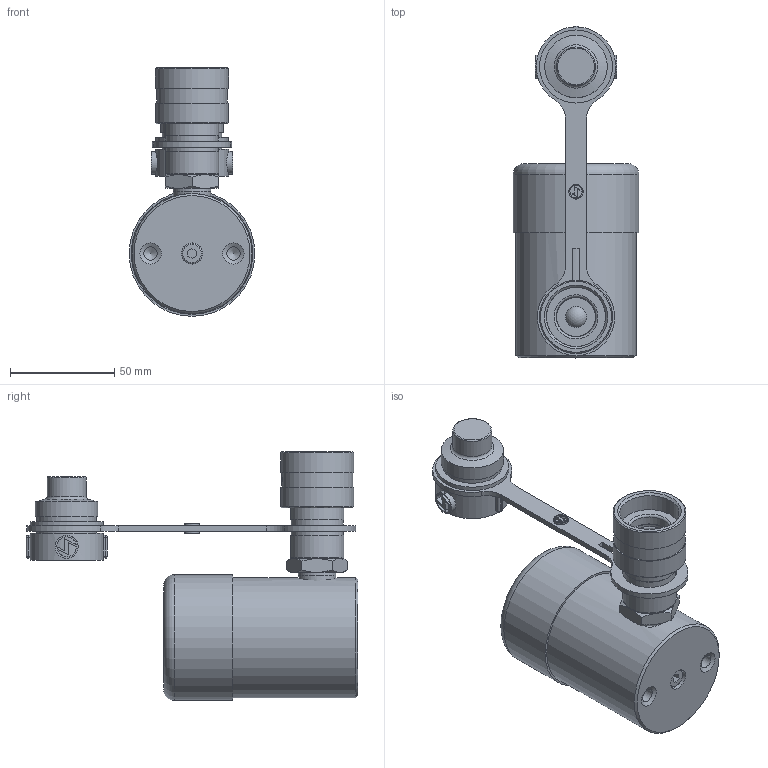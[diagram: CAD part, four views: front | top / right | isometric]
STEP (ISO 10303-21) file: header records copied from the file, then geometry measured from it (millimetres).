
FILE_DESCRIPTION (( 'STEP AP203' ), '1' );
FILE_NAME ('H1001.STEP', '2018-06-19T00:45:18', ( '' ), ( '' ), 'SwSTEP 2.0', 'SolidWorks 2018', '' );
FILE_SCHEMA (( 'CONFIG_CONTROL_DESIGN' ));
Length unit declared in the file: millimetre
Products named in the file (1): H1001
Bounding box: 60.2 x 158.9 x 119.15 mm (x, y, z)
Volume: 246091.8 mm3; surface area: 99594 mm2
Topology: 15 solids, 15 shells, 486 faces, 1143 edges, 727 vertices
Faces by surface type: plane 180, cylinder 140, bspline 73, cone 67, torus 17, sphere 9
Full cylindrical faces by diameter (mm): 2.5 x1, 3.797 x2, 5 x1, 6 x3, 6.528 x2, 6.7 x1, 9.6 x1, 10 x3, 10.15 x1, 14.1 x1, 14.275 x1, 14.5 x1, 16 x1, 18 x1, 18.6 x1, 18.9 x1, 19 x1, 19.1 x2, 22.6 x2, 23 x1, 25 x2, 25.5 x2, 25.6 x1, 28.3 x1, 28.4 x4, 30 x2, 30.1 x1, 31 x1, 32 x1, 34 x2
Entity records: 16794 total; most frequent: CARTESIAN_POINT 6805, ORIENTED_EDGE 1924, DIRECTION 1881, EDGE_CURVE 962, AXIS2_PLACEMENT_3D 750, VERTEX_POINT 690, EDGE_LOOP 690, FACE_OUTER_BOUND 563
